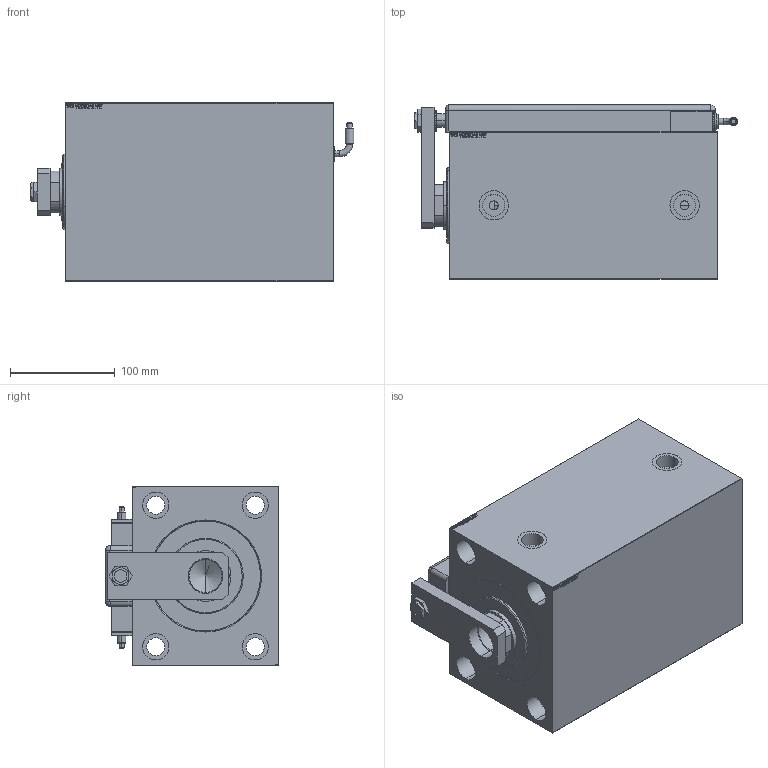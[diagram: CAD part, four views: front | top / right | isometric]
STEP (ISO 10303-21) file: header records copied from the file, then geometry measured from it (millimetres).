
FILE_DESCRIPTION (( 'STEP AP203' ), '1' );
FILE_NAME ('5361.STEP', '2022-04-17T13:17:48', ( '' ), ( '' ), 'SwSTEP 2.0', 'SolidWorks 2019', '' );
FILE_SCHEMA (( 'CONFIG_CONTROL_DESIGN' ));
Length unit declared in the file: millimetre
Products named in the file (13): NUT_D13 2424e9d2e2f0c45009ce20df63dfa1ad; KRYT 2424e9d2e2f0c45009ce20df63dfa1ad; SWITCH_Q_FRONT_BACK 2424e9d2e2f0c45009ce20df63dfa1ad; ZARAZKA_Q 2424e9d2e2f0c45009ce20df63dfa1ad; 5361; NUT_D19 2424e9d2e2f0c45009ce20df63dfa1ad; MAGNETIC SWITCH Q 2424e9d2e2f0c45009ce20df63dfa1ad; V450CM_C_Body 2424e9d2e2f0c45009ce20df63dfa1ad; TYC 2424e9d2e2f0c45009ce20df63dfa1ad; V450CM_VC_B 2424e9d2e2f0c45009ce20df63dfa1ad; SWITCH Q 2424e9d2e2f0c45009ce20df63dfa1ad; V450CM_C_VCP 2424e9d2e2f0c45009ce20df63dfa1ad; SWITCH DIM A_G 2424e9d2e2f0c45009ce20df63dfa1ad
Assembly tree (13 placements, depth 3):
  5361
    V450CM_C_Body 2424e9d2e2f0c45009ce20df63dfa1ad
    V450CM_C_VCP 2424e9d2e2f0c45009ce20df63dfa1ad
    V450CM_VC_B 2424e9d2e2f0c45009ce20df63dfa1ad
    MAGNETIC SWITCH Q 2424e9d2e2f0c45009ce20df63dfa1ad
      SWITCH_Q_FRONT_BACK 2424e9d2e2f0c45009ce20df63dfa1ad
      TYC 2424e9d2e2f0c45009ce20df63dfa1ad
      ZARAZKA_Q 2424e9d2e2f0c45009ce20df63dfa1ad
      SWITCH DIM A_G 2424e9d2e2f0c45009ce20df63dfa1ad
      NUT_D19 2424e9d2e2f0c45009ce20df63dfa1ad
      NUT_D13 2424e9d2e2f0c45009ce20df63dfa1ad
      KRYT 2424e9d2e2f0c45009ce20df63dfa1ad
      SWITCH Q 2424e9d2e2f0c45009ce20df63dfa1ad  x2
Bounding box: 308.66 x 165.8 x 170 mm (x, y, z)
Volume: 5098371.5 mm3; surface area: 533062.1 mm2
Topology: 13 solids, 13 shells, 1277 faces, 3231 edges, 2127 vertices
Faces by surface type: plane 619, bspline 475, cylinder 125, cone 34, torus 22, sphere 2
Entity records: 61407 total; most frequent: CARTESIAN_POINT 33457, ORIENTED_EDGE 6206, DIRECTION 3945, EDGE_CURVE 3103, VERTEX_POINT 2050, VECTOR 1839, LINE 1839, EDGE_LOOP 1397
